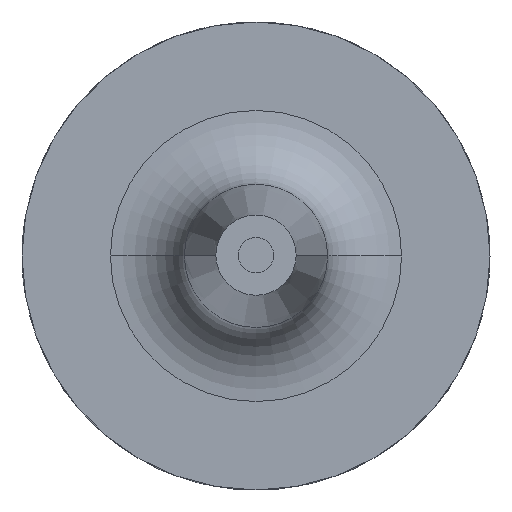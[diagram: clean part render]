
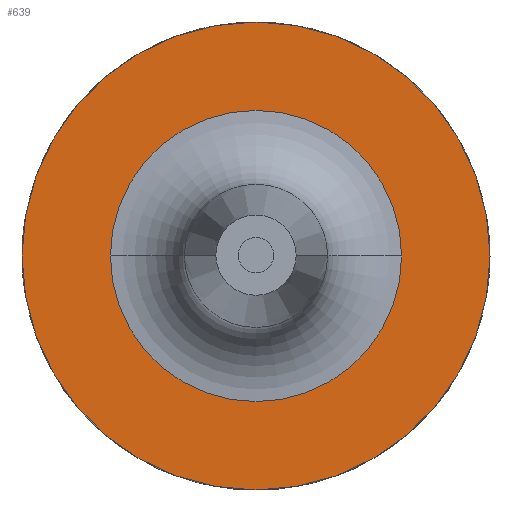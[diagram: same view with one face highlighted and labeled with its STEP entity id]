
A CAD part, top view. The second image highlights one B-rep face of the part: STEP entity #639.
In plain terms, the highlighted planar face has unit normal (0, 0, 1).
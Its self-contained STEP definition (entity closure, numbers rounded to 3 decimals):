
#5 = CIRCLE ( 'NONE', #660, 19.602 ) ;
#86 = CARTESIAN_POINT ( 'NONE',  ( 0., 0., 27. ) ) ;
#160 = AXIS2_PLACEMENT_3D ( 'NONE', #1204, #1190, #1184 ) ;
#188 = CARTESIAN_POINT ( 'NONE',  ( 0., 0., 27. ) ) ;
#197 = CARTESIAN_POINT ( 'NONE',  ( -19.602, 0., 27. ) ) ;
#202 = DIRECTION ( 'NONE',  ( -1., 0., 0. ) ) ;
#237 = ORIENTED_EDGE ( 'NONE', *, *, #1105, .F. ) ;
#263 = EDGE_LOOP ( 'NONE', ( #568, #1125 ) ) ;
#270 = AXIS2_PLACEMENT_3D ( 'NONE', #1388, #1244, #1253 ) ;
#331 = CIRCLE ( 'NONE', #835, 31.5 ) ;
#478 = CARTESIAN_POINT ( 'NONE',  ( -31.5, 0., 27. ) ) ;
#496 = VERTEX_POINT ( 'NONE', #538 ) ;
#538 = CARTESIAN_POINT ( 'NONE',  ( 19.602, 0., 27. ) ) ;
#568 = ORIENTED_EDGE ( 'NONE', *, *, #1333, .T. ) ;
#622 = FACE_BOUND ( 'NONE', #263, .T. ) ;
#639 = ADVANCED_FACE ( 'NONE', ( #622, #1466 ), #1311, .F. ) ;
#647 = CARTESIAN_POINT ( 'NONE',  ( 0., 0., 27. ) ) ;
#660 = AXIS2_PLACEMENT_3D ( 'NONE', #188, #854, #202 ) ;
#766 = VERTEX_POINT ( 'NONE', #1433 ) ;
#834 = CIRCLE ( 'NONE', #1498, 19.602 ) ;
#835 = AXIS2_PLACEMENT_3D ( 'NONE', #86, #1370, #847 ) ;
#847 = DIRECTION ( 'NONE',  ( -1., 0., 0. ) ) ;
#854 = DIRECTION ( 'NONE',  ( 0., 0., -1. ) ) ;
#856 = VERTEX_POINT ( 'NONE', #478 ) ;
#900 = EDGE_LOOP ( 'NONE', ( #237, #1272 ) ) ;
#1062 = EDGE_CURVE ( 'NONE', #496, #1135, #5, .T. ) ;
#1105 = EDGE_CURVE ( 'NONE', #856, #766, #331, .T. ) ;
#1125 = ORIENTED_EDGE ( 'NONE', *, *, #1062, .T. ) ;
#1135 = VERTEX_POINT ( 'NONE', #197 ) ;
#1160 = DIRECTION ( 'NONE',  ( -1., 0., 0. ) ) ;
#1184 = DIRECTION ( 'NONE',  ( -1., 0., 0. ) ) ;
#1190 = DIRECTION ( 'NONE',  ( 0., 0., -1. ) ) ;
#1204 = CARTESIAN_POINT ( 'NONE',  ( 0., 0., 27. ) ) ;
#1244 = DIRECTION ( 'NONE',  ( 0., 0., -1. ) ) ;
#1253 = DIRECTION ( 'NONE',  ( -1., 0., 0. ) ) ;
#1272 = ORIENTED_EDGE ( 'NONE', *, *, #1434, .F. ) ;
#1311 = PLANE ( 'NONE',  #160 ) ;
#1314 = DIRECTION ( 'NONE',  ( 0., 0., -1. ) ) ;
#1333 = EDGE_CURVE ( 'NONE', #1135, #496, #834, .T. ) ;
#1370 = DIRECTION ( 'NONE',  ( 0., 0., -1. ) ) ;
#1388 = CARTESIAN_POINT ( 'NONE',  ( 0., 0., 27. ) ) ;
#1389 = CIRCLE ( 'NONE', #270, 31.5 ) ;
#1433 = CARTESIAN_POINT ( 'NONE',  ( 31.5, 0., 27. ) ) ;
#1434 = EDGE_CURVE ( 'NONE', #766, #856, #1389, .T. ) ;
#1466 = FACE_OUTER_BOUND ( 'NONE', #900, .T. ) ;
#1498 = AXIS2_PLACEMENT_3D ( 'NONE', #647, #1314, #1160 ) ;
